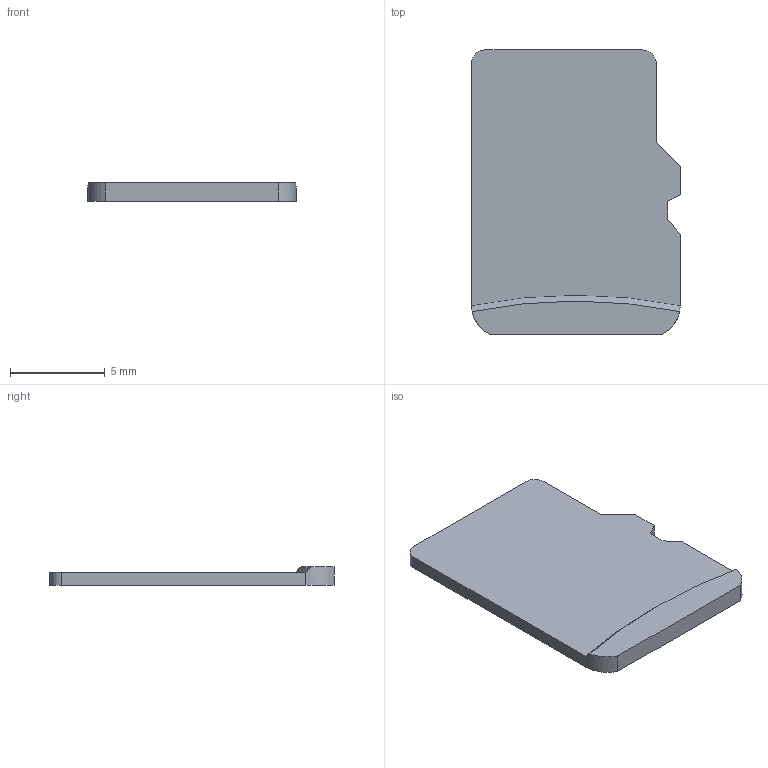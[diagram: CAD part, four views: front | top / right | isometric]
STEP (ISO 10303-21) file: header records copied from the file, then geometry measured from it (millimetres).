
FILE_DESCRIPTION(/* description */ (''),/* implementation_level */ '2;1');
FILE_NAME(/* name */ 'SDCard_v1.step',/* time_stamp */ '2023-01-15T11:56:51-08:00',/* author */ (''),/* organization */ (''),/* preprocessor_version */ 'ST-DEVELOPER v19.2',/* originating_system */ 'Autodesk Translation Framework v11.17.0.187',/* authorisation */ '');
FILE_SCHEMA (('AUTOMOTIVE_DESIGN { 1 0 10303 214 3 1 1 }'));
Length unit declared in the file: millimetre
Products named in the file (2): µSDCard; microsd card
Assembly tree (1 placements, depth 2):
  µSDCard
    microsd card
Bounding box: 11.01 x 15 x 1 mm (x, y, z)
Volume: 114.6 mm3; surface area: 352.3 mm2
Topology: 1 solids, 1 shells, 18 faces, 46 edges, 30 vertices
Faces by surface type: plane 13, cylinder 4, cone 1
Entity records: 606 total; most frequent: CARTESIAN_POINT 100, DIRECTION 98, ORIENTED_EDGE 92, EDGE_CURVE 46, LINE 34, VECTOR 34, AXIS2_PLACEMENT_3D 32, VERTEX_POINT 30
